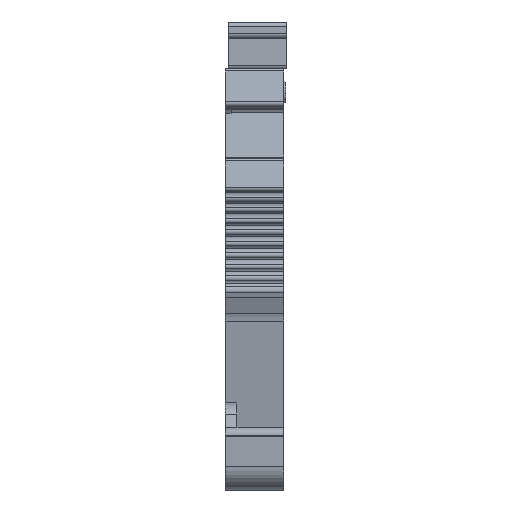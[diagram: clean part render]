
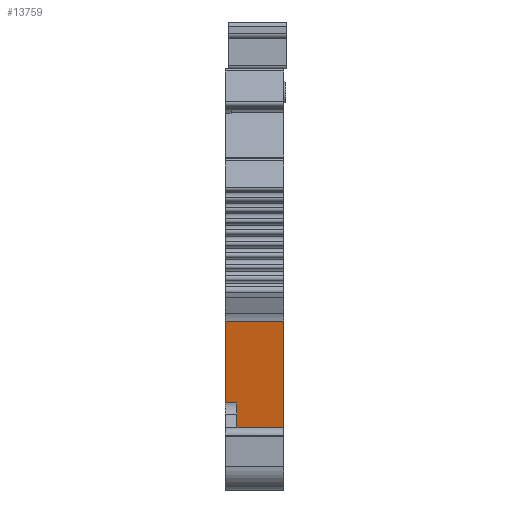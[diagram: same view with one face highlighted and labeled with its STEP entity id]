
A CAD part, left-side view. The second image highlights one B-rep face of the part: STEP entity #13759.
In plain terms, the highlighted planar face has unit normal (-0.986, 0, -0.168).
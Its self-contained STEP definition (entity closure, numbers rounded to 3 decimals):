
#1823=ORIENTED_EDGE('',*,*,#4511,.T.);
#1824=ORIENTED_EDGE('',*,*,#3844,.T.);
#1825=ORIENTED_EDGE('',*,*,#3843,.F.);
#1826=ORIENTED_EDGE('',*,*,#4510,.T.);
#1827=ORIENTED_EDGE('',*,*,#4512,.T.);
#1828=ORIENTED_EDGE('',*,*,#4513,.F.);
#3843=EDGE_CURVE('',#5327,#5323,#6296,.T.);
#3844=EDGE_CURVE('',#5328,#5323,#6297,.T.);
#4510=EDGE_CURVE('',#5327,#5779,#6727,.T.);
#4511=EDGE_CURVE('',#5780,#5328,#6728,.T.);
#4512=EDGE_CURVE('',#5779,#5781,#6729,.T.);
#4513=EDGE_CURVE('',#5780,#5781,#6730,.T.);
#5323=VERTEX_POINT('',#18337);
#5327=VERTEX_POINT('',#18345);
#5328=VERTEX_POINT('',#18349);
#5779=VERTEX_POINT('',#19880);
#5780=VERTEX_POINT('',#19884);
#5781=VERTEX_POINT('',#19886);
#6296=LINE('',#18346,#7386);
#6297=LINE('',#18348,#7387);
#6727=LINE('',#19881,#7817);
#6728=LINE('',#19883,#7818);
#6729=LINE('',#19885,#7819);
#6730=LINE('',#19887,#7820);
#7386=VECTOR('',#15276,1000.);
#7387=VECTOR('',#15279,1000.);
#7817=VECTOR('',#16571,1000.);
#7818=VECTOR('',#16574,1000.);
#7819=VECTOR('',#16575,1000.);
#7820=VECTOR('',#16576,1000.);
#8546=EDGE_LOOP('',(#1823,#1824,#1825,#1826,#1827,#1828));
#9115=FACE_BOUND('',#8546,.T.);
#9551=PLANE('',#14544);
#13759=ADVANCED_FACE('',(#9115),#9551,.F.);
#14544=AXIS2_PLACEMENT_3D('',#19882,#16572,#16573);
#15276=DIRECTION('',(-0.168,0.,0.986));
#15279=DIRECTION('',(0.,-1.,0.));
#16571=DIRECTION('',(0.,-1.,0.));
#16572=DIRECTION('',(0.986,0.,0.168));
#16573=DIRECTION('',(0.168,0.,-0.986));
#16574=DIRECTION('',(0.168,0.,-0.986));
#16575=DIRECTION('',(-0.168,0.,0.986));
#16576=DIRECTION('',(0.,-1.,0.));
#18337=CARTESIAN_POINT('',(-48.5,-21.458,-11.875));
#18345=CARTESIAN_POINT('',(-47.702,-21.458,-16.556));
#18346=CARTESIAN_POINT('',(-47.702,-21.458,-16.556));
#18348=CARTESIAN_POINT('',(-48.5,76.895,-11.875));
#18349=CARTESIAN_POINT('',(-48.5,-20.458,-11.875));
#19880=CARTESIAN_POINT('',(-47.702,-25.458,-16.556));
#19881=CARTESIAN_POINT('',(-47.702,-21.458,-16.556));
#19882=CARTESIAN_POINT('',(-48.5,76.895,-11.875));
#19883=CARTESIAN_POINT('',(-49.295,-20.458,-7.207));
#19884=CARTESIAN_POINT('',(-49.693,-20.458,-4.869));
#19885=CARTESIAN_POINT('',(-48.5,-25.458,-11.875));
#19886=CARTESIAN_POINT('',(-49.693,-25.458,-4.869));
#19887=CARTESIAN_POINT('',(-49.693,76.895,-4.869));
